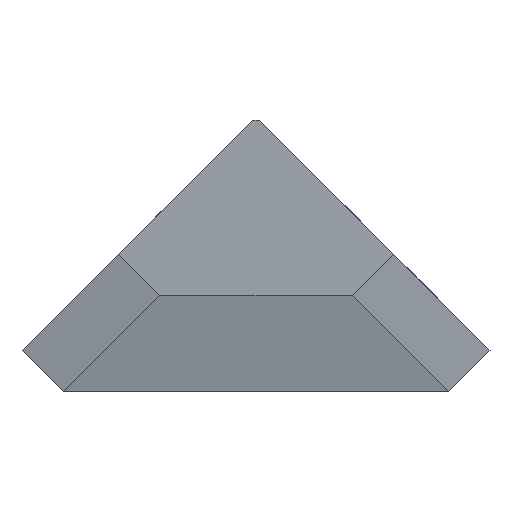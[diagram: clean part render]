
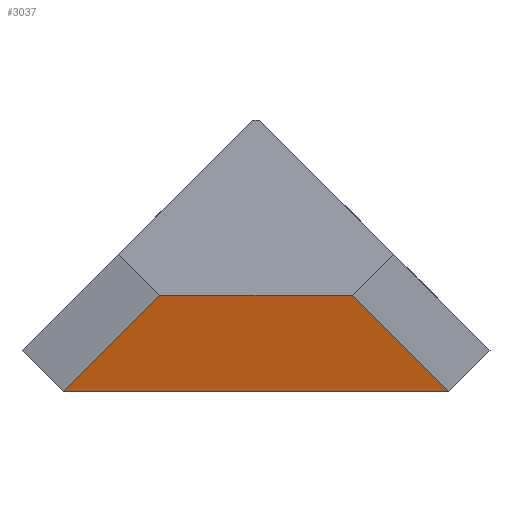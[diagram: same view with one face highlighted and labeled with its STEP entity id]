
A CAD part, left-side view. The second image highlights one B-rep face of the part: STEP entity #3037.
In plain terms, the highlighted free-form (B-spline) face has degree [1, 1] with [2, 2] control points.
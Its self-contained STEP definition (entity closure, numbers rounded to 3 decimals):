
#543 = PLANE('',#544);
#544 = AXIS2_PLACEMENT_3D('',#545,#546,#547);
#545 = CARTESIAN_POINT('',(-35.4,-40.,1.15));
#546 = DIRECTION('',(-0.,0.,-1.));
#547 = DIRECTION('',(0.,1.,0.));
#917 = VERTEX_POINT('',#918);
#918 = CARTESIAN_POINT('',(-40.7,40.,1.15));
#953 = PLANE('',#954);
#954 = AXIS2_PLACEMENT_3D('',#955,#956,#957);
#955 = CARTESIAN_POINT('',(-40.7,40.,1.15));
#956 = DIRECTION('',(0.985,-0.123,0.123));
#957 = DIRECTION('',(0.,-0.707,-0.707));
#971 = VERTEX_POINT('',#972);
#972 = CARTESIAN_POINT('',(-40.7,-40.,1.15));
#993 = EDGE_CURVE('',#971,#917,#994,.T.);
#994 = SURFACE_CURVE('',#995,(#999,#1006),.PCURVE_S1.);
#995 = LINE('',#996,#997);
#996 = CARTESIAN_POINT('',(-40.7,-40.,1.15));
#997 = VECTOR('',#998,1.);
#998 = DIRECTION('',(-0.,1.,0.));
#999 = PCURVE('',#543,#1000);
#1000 = DEFINITIONAL_REPRESENTATION('',(#1001),#1005);
#1001 = LINE('',#1002,#1003);
#1002 = CARTESIAN_POINT('',(0.,-5.3));
#1003 = VECTOR('',#1004,1.);
#1004 = DIRECTION('',(1.,0.));
#1005 = ( GEOMETRIC_REPRESENTATION_CONTEXT(2) 
PARAMETRIC_REPRESENTATION_CONTEXT() REPRESENTATION_CONTEXT('2D SPACE',''
  ) );
#1006 = PCURVE('',#1007,#1012);
#1007 = B_SPLINE_SURFACE_WITH_KNOTS('',1,1,(
    (#1008,#1009)
    ,(#1010,#1011
    )),.UNSPECIFIED.,.F.,.F.,.F.,(2,2),(2,2),(-80.,0.),(0.,1.),
  .PIECEWISE_BEZIER_KNOTS.);
#1008 = CARTESIAN_POINT('',(-45.7,20.,21.15));
#1009 = CARTESIAN_POINT('',(-40.7,40.,1.15));
#1010 = CARTESIAN_POINT('',(-45.7,-20.,21.15));
#1011 = CARTESIAN_POINT('',(-40.7,-40.,1.15));
#1012 = DEFINITIONAL_REPRESENTATION('',(#1013),#1017);
#1013 = LINE('',#1014,#1015);
#1014 = CARTESIAN_POINT('',(0.,1.));
#1015 = VECTOR('',#1016,1.);
#1016 = DIRECTION('',(-1.,0.));
#1017 = ( GEOMETRIC_REPRESENTATION_CONTEXT(2) 
PARAMETRIC_REPRESENTATION_CONTEXT() REPRESENTATION_CONTEXT('2D SPACE',''
  ) );
#1061 = PLANE('',#1062);
#1062 = AXIS2_PLACEMENT_3D('',#1063,#1064,#1065);
#1063 = CARTESIAN_POINT('',(-40.7,-48.5,9.65));
#1064 = DIRECTION('',(0.985,0.123,0.123));
#1065 = DIRECTION('',(0.,-0.707,0.707));
#2925 = PLANE('',#2926);
#2926 = AXIS2_PLACEMENT_3D('',#2927,#2928,#2929);
#2927 = CARTESIAN_POINT('',(-45.7,0.,34.534));
#2928 = DIRECTION('',(1.,0.,0.));
#2929 = DIRECTION('',(0.,0.,1.));
#2995 = VERTEX_POINT('',#2996);
#2996 = CARTESIAN_POINT('',(-45.7,20.,21.15));
#3017 = EDGE_CURVE('',#2995,#917,#3018,.T.);
#3018 = SURFACE_CURVE('',#3019,(#3022,#3028),.PCURVE_S1.);
#3019 = B_SPLINE_CURVE_WITH_KNOTS('',1,(#3020,#3021),.UNSPECIFIED.,.F.,
  .F.,(2,2),(0.,1.),.PIECEWISE_BEZIER_KNOTS.);
#3020 = CARTESIAN_POINT('',(-45.7,20.,21.15));
#3021 = CARTESIAN_POINT('',(-40.7,40.,1.15));
#3022 = PCURVE('',#953,#3023);
#3023 = DEFINITIONAL_REPRESENTATION('',(#3024),#3027);
#3024 = B_SPLINE_CURVE_WITH_KNOTS('',1,(#3025,#3026),.UNSPECIFIED.,.F.,
  .F.,(2,2),(0.,1.),.PIECEWISE_BEZIER_KNOTS.);
#3025 = CARTESIAN_POINT('',(0.,-28.723));
#3026 = CARTESIAN_POINT('',(0.,0.));
#3027 = ( GEOMETRIC_REPRESENTATION_CONTEXT(2) 
PARAMETRIC_REPRESENTATION_CONTEXT() REPRESENTATION_CONTEXT('2D SPACE',''
  ) );
#3028 = PCURVE('',#1007,#3029);
#3029 = DEFINITIONAL_REPRESENTATION('',(#3030),#3034);
#3030 = LINE('',#3031,#3032);
#3031 = CARTESIAN_POINT('',(-80.,0.));
#3032 = VECTOR('',#3033,1.);
#3033 = DIRECTION('',(0.,1.));
#3034 = ( GEOMETRIC_REPRESENTATION_CONTEXT(2) 
PARAMETRIC_REPRESENTATION_CONTEXT() REPRESENTATION_CONTEXT('2D SPACE',''
  ) );
#3037 = ADVANCED_FACE('',(#3038),#1007,.F.);
#3038 = FACE_BOUND('',#3039,.F.);
#3039 = EDGE_LOOP('',(#3040,#3062,#3081,#3082));
#3040 = ORIENTED_EDGE('',*,*,#3041,.T.);
#3041 = EDGE_CURVE('',#2995,#3042,#3044,.T.);
#3042 = VERTEX_POINT('',#3043);
#3043 = CARTESIAN_POINT('',(-45.7,-20.,21.15));
#3044 = SURFACE_CURVE('',#3045,(#3049,#3055),.PCURVE_S1.);
#3045 = LINE('',#3046,#3047);
#3046 = CARTESIAN_POINT('',(-45.7,20.,21.15));
#3047 = VECTOR('',#3048,1.);
#3048 = DIRECTION('',(0.,-1.,0.));
#3049 = PCURVE('',#1007,#3050);
#3050 = DEFINITIONAL_REPRESENTATION('',(#3051),#3054);
#3051 = B_SPLINE_CURVE_WITH_KNOTS('',1,(#3052,#3053),.UNSPECIFIED.,.F.,
  .F.,(2,2),(0.,40.),.PIECEWISE_BEZIER_KNOTS.);
#3052 = CARTESIAN_POINT('',(-80.,0.));
#3053 = CARTESIAN_POINT('',(0.,0.));
#3054 = ( GEOMETRIC_REPRESENTATION_CONTEXT(2) 
PARAMETRIC_REPRESENTATION_CONTEXT() REPRESENTATION_CONTEXT('2D SPACE',''
  ) );
#3055 = PCURVE('',#2925,#3056);
#3056 = DEFINITIONAL_REPRESENTATION('',(#3057),#3061);
#3057 = LINE('',#3058,#3059);
#3058 = CARTESIAN_POINT('',(-13.384,-20.));
#3059 = VECTOR('',#3060,1.);
#3060 = DIRECTION('',(0.,1.));
#3061 = ( GEOMETRIC_REPRESENTATION_CONTEXT(2) 
PARAMETRIC_REPRESENTATION_CONTEXT() REPRESENTATION_CONTEXT('2D SPACE',''
  ) );
#3062 = ORIENTED_EDGE('',*,*,#3063,.T.);
#3063 = EDGE_CURVE('',#3042,#971,#3064,.T.);
#3064 = SURFACE_CURVE('',#3065,(#3068,#3075),.PCURVE_S1.);
#3065 = B_SPLINE_CURVE_WITH_KNOTS('',1,(#3066,#3067),.UNSPECIFIED.,.F.,
  .F.,(2,2),(0.,1.),.PIECEWISE_BEZIER_KNOTS.);
#3066 = CARTESIAN_POINT('',(-45.7,-20.,21.15));
#3067 = CARTESIAN_POINT('',(-40.7,-40.,1.15));
#3068 = PCURVE('',#1007,#3069);
#3069 = DEFINITIONAL_REPRESENTATION('',(#3070),#3074);
#3070 = LINE('',#3071,#3072);
#3071 = CARTESIAN_POINT('',(0.,0.));
#3072 = VECTOR('',#3073,1.);
#3073 = DIRECTION('',(0.,1.));
#3074 = ( GEOMETRIC_REPRESENTATION_CONTEXT(2) 
PARAMETRIC_REPRESENTATION_CONTEXT() REPRESENTATION_CONTEXT('2D SPACE',''
  ) );
#3075 = PCURVE('',#1061,#3076);
#3076 = DEFINITIONAL_REPRESENTATION('',(#3077),#3080);
#3077 = B_SPLINE_CURVE_WITH_KNOTS('',1,(#3078,#3079),.UNSPECIFIED.,.F.,
  .F.,(2,2),(0.,1.),.PIECEWISE_BEZIER_KNOTS.);
#3078 = CARTESIAN_POINT('',(-12.021,-28.723));
#3079 = CARTESIAN_POINT('',(-12.021,0.));
#3080 = ( GEOMETRIC_REPRESENTATION_CONTEXT(2) 
PARAMETRIC_REPRESENTATION_CONTEXT() REPRESENTATION_CONTEXT('2D SPACE',''
  ) );
#3081 = ORIENTED_EDGE('',*,*,#993,.T.);
#3082 = ORIENTED_EDGE('',*,*,#3017,.F.);
